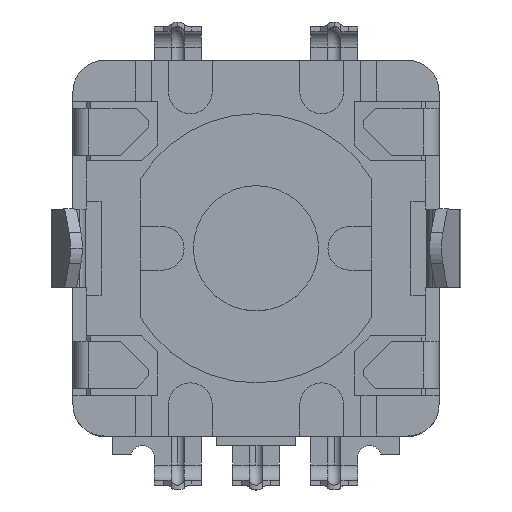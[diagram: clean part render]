
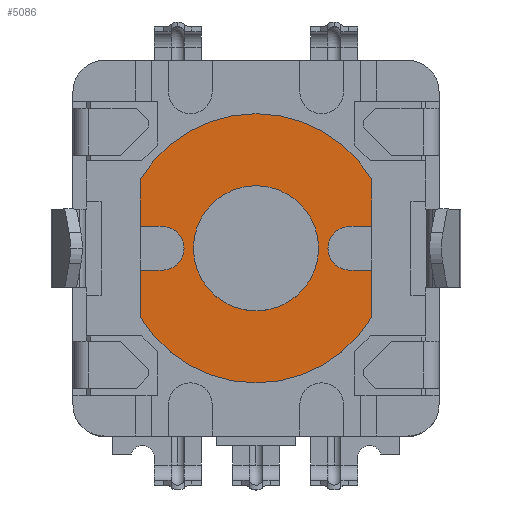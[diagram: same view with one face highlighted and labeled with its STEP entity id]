
A CAD part, top view. The second image highlights one B-rep face of the part: STEP entity #5086.
In plain terms, the highlighted planar face has unit normal (0, 0, 1).
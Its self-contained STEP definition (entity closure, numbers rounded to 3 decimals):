
#59 = VERTEX_POINT ( 'NONE', #3413 ) ;
#134 = EDGE_CURVE ( 'NONE', #14762, #8744, #9480, .T. ) ;
#212 = CARTESIAN_POINT ( 'NONE',  ( -3.7, 2.191, 3.45 ) ) ;
#644 = CARTESIAN_POINT ( 'NONE',  ( 0., 0., 3.45 ) ) ;
#647 = DIRECTION ( 'NONE',  ( -1., 0., 0. ) ) ;
#695 = VERTEX_POINT ( 'NONE', #3125 ) ;
#718 = EDGE_LOOP ( 'NONE', ( #5187, #4052 ) ) ;
#732 = CARTESIAN_POINT ( 'NONE',  ( 3., 0.7, 3.45 ) ) ;
#762 = CARTESIAN_POINT ( 'NONE',  ( -3.7, 2.191, 3.45 ) ) ;
#896 = CARTESIAN_POINT ( 'NONE',  ( 3.7, -2.191, 3.45 ) ) ;
#1104 = EDGE_CURVE ( 'NONE', #8442, #4281, #3530, .T. ) ;
#1342 = ORIENTED_EDGE ( 'NONE', *, *, #11323, .F. ) ;
#1549 = ORIENTED_EDGE ( 'NONE', *, *, #6758, .T. ) ;
#1876 = DIRECTION ( 'NONE',  ( -1., 0., 0. ) ) ;
#2048 = DIRECTION ( 'NONE',  ( 0., -1., 0. ) ) ;
#2127 = DIRECTION ( 'NONE',  ( 0., 0., -1. ) ) ;
#2136 = CARTESIAN_POINT ( 'NONE',  ( -3.7, -0.7, 3.45 ) ) ;
#2150 = EDGE_CURVE ( 'NONE', #4281, #3326, #5482, .T. ) ;
#2224 = DIRECTION ( 'NONE',  ( 0., 0., 1. ) ) ;
#2273 = AXIS2_PLACEMENT_3D ( 'NONE', #15573, #2958, #8999 ) ;
#2295 = CARTESIAN_POINT ( 'NONE',  ( 3.7, -2.191, 3.45 ) ) ;
#2318 = ORIENTED_EDGE ( 'NONE', *, *, #1104, .T. ) ;
#2361 = ORIENTED_EDGE ( 'NONE', *, *, #3700, .F. ) ;
#2392 = DIRECTION ( 'NONE',  ( 0., 0., 1. ) ) ;
#2556 = VECTOR ( 'NONE', #15872, 1000. ) ;
#2628 = VERTEX_POINT ( 'NONE', #12246 ) ;
#2924 = FACE_BOUND ( 'NONE', #718, .T. ) ;
#2958 = DIRECTION ( 'NONE',  ( 0., 0., 1. ) ) ;
#3125 = CARTESIAN_POINT ( 'NONE',  ( 2., 0., 3.45 ) ) ;
#3326 = VERTEX_POINT ( 'NONE', #7242 ) ;
#3413 = CARTESIAN_POINT ( 'NONE',  ( 3.7, 2.191, 3.45 ) ) ;
#3530 = LINE ( 'NONE', #762, #10426 ) ;
#3562 = VERTEX_POINT ( 'NONE', #18133 ) ;
#3610 = LINE ( 'NONE', #12081, #10100 ) ;
#3635 = VERTEX_POINT ( 'NONE', #732 ) ;
#3700 = EDGE_CURVE ( 'NONE', #3562, #8566, #12288, .T. ) ;
#3794 = DIRECTION ( 'NONE',  ( 1., 0., 0. ) ) ;
#3909 = EDGE_CURVE ( 'NONE', #3635, #14762, #11109, .T. ) ;
#4052 = ORIENTED_EDGE ( 'NONE', *, *, #17703, .T. ) ;
#4057 = CIRCLE ( 'NONE', #12586, 2. ) ;
#4281 = VERTEX_POINT ( 'NONE', #16374 ) ;
#4285 = VECTOR ( 'NONE', #14803, 1000. ) ;
#4499 = DIRECTION ( 'NONE',  ( 0., 0., -1. ) ) ;
#4536 = VERTEX_POINT ( 'NONE', #212 ) ;
#4653 = DIRECTION ( 'NONE',  ( 0., -1., 0. ) ) ;
#5086 = ADVANCED_FACE ( 'NONE', ( #15532, #2924 ), #8498, .T. ) ;
#5187 = ORIENTED_EDGE ( 'NONE', *, *, #7651, .T. ) ;
#5280 = CARTESIAN_POINT ( 'NONE',  ( -3., 0., 3.45 ) ) ;
#5482 = CIRCLE ( 'NONE', #13110, 4.3 ) ;
#5984 = LINE ( 'NONE', #10306, #4285 ) ;
#6031 = VECTOR ( 'NONE', #3794, 1000. ) ;
#6252 = ORIENTED_EDGE ( 'NONE', *, *, #13507, .F. ) ;
#6464 = ORIENTED_EDGE ( 'NONE', *, *, #11302, .T. ) ;
#6599 = ORIENTED_EDGE ( 'NONE', *, *, #3909, .F. ) ;
#6611 = DIRECTION ( 'NONE',  ( 0., 1., 0. ) ) ;
#6710 = EDGE_CURVE ( 'NONE', #2628, #3635, #5984, .T. ) ;
#6713 = LINE ( 'NONE', #896, #7234 ) ;
#6758 = EDGE_CURVE ( 'NONE', #2628, #59, #13616, .T. ) ;
#6762 = ORIENTED_EDGE ( 'NONE', *, *, #14260, .T. ) ;
#6965 = EDGE_LOOP ( 'NONE', ( #17926, #1549, #6464, #6762, #1342, #16233, #2361, #6252, #2318, #14187, #10529, #9614, #6599 ) ) ;
#7102 = CARTESIAN_POINT ( 'NONE',  ( -3.7, -0.7, 3.45 ) ) ;
#7154 = EDGE_CURVE ( 'NONE', #8566, #8694, #9384, .T. ) ;
#7234 = VECTOR ( 'NONE', #6611, 1000. ) ;
#7242 = CARTESIAN_POINT ( 'NONE',  ( 3.7, -2.191, 3.45 ) ) ;
#7510 = CARTESIAN_POINT ( 'NONE',  ( -3.7, 2.191, 3.45 ) ) ;
#7528 = AXIS2_PLACEMENT_3D ( 'NONE', #644, #2127, #7726 ) ;
#7639 = CARTESIAN_POINT ( 'NONE',  ( 0., 0., 3.45 ) ) ;
#7651 = EDGE_CURVE ( 'NONE', #10661, #695, #9615, .T. ) ;
#7726 = DIRECTION ( 'NONE',  ( 1., 0., 0. ) ) ;
#7900 = CARTESIAN_POINT ( 'NONE',  ( -2.3, 0., 3.45 ) ) ;
#8178 = DIRECTION ( 'NONE',  ( -1., 0., 0. ) ) ;
#8248 = DIRECTION ( 'NONE',  ( 0., 1., 0. ) ) ;
#8442 = VERTEX_POINT ( 'NONE', #7102 ) ;
#8498 = PLANE ( 'NONE',  #10008 ) ;
#8566 = VERTEX_POINT ( 'NONE', #7900 ) ;
#8694 = VERTEX_POINT ( 'NONE', #11416 ) ;
#8744 = VERTEX_POINT ( 'NONE', #17595 ) ;
#8769 = CARTESIAN_POINT ( 'NONE',  ( 3., -0.7, 3.45 ) ) ;
#8999 = DIRECTION ( 'NONE',  ( 1., 0., 0. ) ) ;
#9251 = CIRCLE ( 'NONE', #18076, 4.3 ) ;
#9348 = CARTESIAN_POINT ( 'NONE',  ( 0., 0., 3.45 ) ) ;
#9384 = CIRCLE ( 'NONE', #12926, 0.7 ) ;
#9480 = LINE ( 'NONE', #17799, #6031 ) ;
#9614 = ORIENTED_EDGE ( 'NONE', *, *, #134, .F. ) ;
#9615 = CIRCLE ( 'NONE', #7528, 2. ) ;
#9946 = VECTOR ( 'NONE', #13230, 1000. ) ;
#10008 = AXIS2_PLACEMENT_3D ( 'NONE', #17378, #10444, #4653 ) ;
#10075 = CARTESIAN_POINT ( 'NONE',  ( -3., 0., 3.45 ) ) ;
#10100 = VECTOR ( 'NONE', #647, 1000. ) ;
#10306 = CARTESIAN_POINT ( 'NONE',  ( 3., 0.7, 3.45 ) ) ;
#10426 = VECTOR ( 'NONE', #2048, 1000. ) ;
#10444 = DIRECTION ( 'NONE',  ( 0., 0., 1. ) ) ;
#10529 = ORIENTED_EDGE ( 'NONE', *, *, #17037, .T. ) ;
#10661 = VERTEX_POINT ( 'NONE', #11108 ) ;
#11108 = CARTESIAN_POINT ( 'NONE',  ( -2., 0., 3.45 ) ) ;
#11109 = CIRCLE ( 'NONE', #2273, 0.7 ) ;
#11302 = EDGE_CURVE ( 'NONE', #59, #4536, #9251, .T. ) ;
#11323 = EDGE_CURVE ( 'NONE', #8694, #14323, #3610, .T. ) ;
#11416 = CARTESIAN_POINT ( 'NONE',  ( -3., 0.7, 3.45 ) ) ;
#11517 = DIRECTION ( 'NONE',  ( 1., 0., 0. ) ) ;
#11813 = LINE ( 'NONE', #2136, #2556 ) ;
#12081 = CARTESIAN_POINT ( 'NONE',  ( -3.7, 0.7, 3.45 ) ) ;
#12246 = CARTESIAN_POINT ( 'NONE',  ( 3.7, 0.7, 3.45 ) ) ;
#12288 = CIRCLE ( 'NONE', #14044, 0.7 ) ;
#12586 = AXIS2_PLACEMENT_3D ( 'NONE', #15483, #4499, #11517 ) ;
#12926 = AXIS2_PLACEMENT_3D ( 'NONE', #10075, #13028, #1876 ) ;
#13028 = DIRECTION ( 'NONE',  ( 0., 0., 1. ) ) ;
#13110 = AXIS2_PLACEMENT_3D ( 'NONE', #9348, #13954, #18239 ) ;
#13230 = DIRECTION ( 'NONE',  ( 0., -1., 0. ) ) ;
#13368 = DIRECTION ( 'NONE',  ( 1., 0., 0. ) ) ;
#13507 = EDGE_CURVE ( 'NONE', #8442, #3562, #11813, .T. ) ;
#13616 = LINE ( 'NONE', #2295, #16801 ) ;
#13954 = DIRECTION ( 'NONE',  ( 0., 0., 1. ) ) ;
#14044 = AXIS2_PLACEMENT_3D ( 'NONE', #5280, #2392, #8178 ) ;
#14187 = ORIENTED_EDGE ( 'NONE', *, *, #2150, .T. ) ;
#14260 = EDGE_CURVE ( 'NONE', #4536, #14323, #15826, .T. ) ;
#14323 = VERTEX_POINT ( 'NONE', #14514 ) ;
#14514 = CARTESIAN_POINT ( 'NONE',  ( -3.7, 0.7, 3.45 ) ) ;
#14762 = VERTEX_POINT ( 'NONE', #8769 ) ;
#14803 = DIRECTION ( 'NONE',  ( -1., 0., 0. ) ) ;
#15483 = CARTESIAN_POINT ( 'NONE',  ( 0., 0., 3.45 ) ) ;
#15532 = FACE_OUTER_BOUND ( 'NONE', #6965, .T. ) ;
#15573 = CARTESIAN_POINT ( 'NONE',  ( 3., 0., 3.45 ) ) ;
#15826 = LINE ( 'NONE', #7510, #9946 ) ;
#15872 = DIRECTION ( 'NONE',  ( 1., 0., 0. ) ) ;
#16233 = ORIENTED_EDGE ( 'NONE', *, *, #7154, .F. ) ;
#16374 = CARTESIAN_POINT ( 'NONE',  ( -3.7, -2.191, 3.45 ) ) ;
#16801 = VECTOR ( 'NONE', #8248, 1000. ) ;
#17037 = EDGE_CURVE ( 'NONE', #3326, #8744, #6713, .T. ) ;
#17378 = CARTESIAN_POINT ( 'NONE',  ( 0., 0., 3.45 ) ) ;
#17595 = CARTESIAN_POINT ( 'NONE',  ( 3.7, -0.7, 3.45 ) ) ;
#17703 = EDGE_CURVE ( 'NONE', #695, #10661, #4057, .T. ) ;
#17799 = CARTESIAN_POINT ( 'NONE',  ( 3., -0.7, 3.45 ) ) ;
#17926 = ORIENTED_EDGE ( 'NONE', *, *, #6710, .F. ) ;
#18076 = AXIS2_PLACEMENT_3D ( 'NONE', #7639, #2224, #13368 ) ;
#18133 = CARTESIAN_POINT ( 'NONE',  ( -3., -0.7, 3.45 ) ) ;
#18239 = DIRECTION ( 'NONE',  ( 1., 0., 0. ) ) ;
